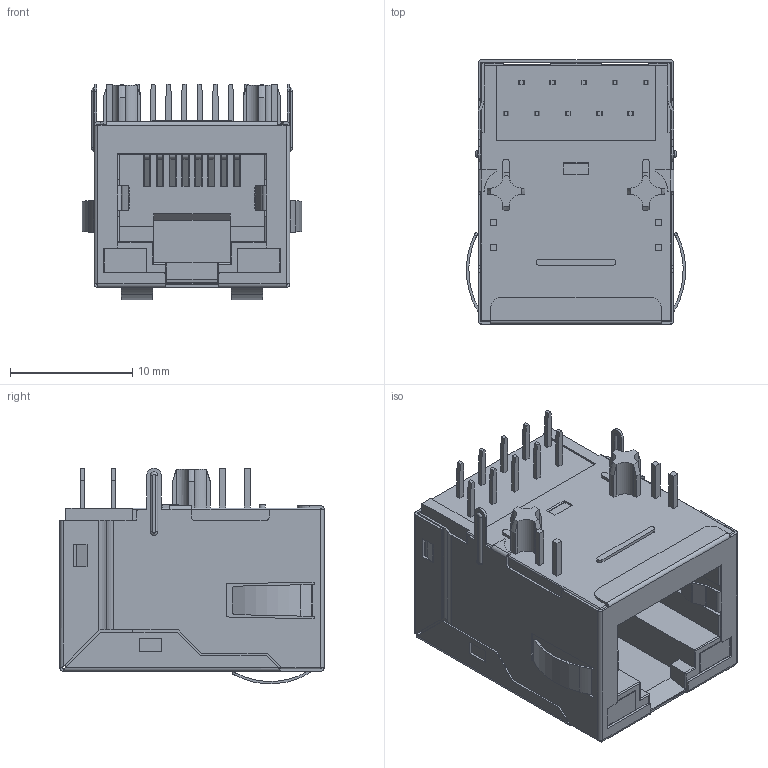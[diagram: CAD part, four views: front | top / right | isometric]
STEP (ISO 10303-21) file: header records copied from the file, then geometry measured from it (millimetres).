
FILE_DESCRIPTION(/* description */ ('Unknown'),/* implementation_level */ '2;1');
FILE_NAME(/* name */ '7499111447',/* time_stamp */ '2020-10-08T14:59:41+02:00',/* author */ ('Unknown'),/* organization */ ('Unknown'),/* preprocessor_version */ 'ST-DEVELOPER v16.7',/* originating_system */ 'DEX',/* authorisation */ $);
FILE_SCHEMA (('AUTOMOTIVE_DESIGN {1 0 10303 214 3 1 1}'));
Length unit declared in the file: millimetre
Products named in the file (3): 7499111447; shielding; insulator
Assembly tree (2 placements, depth 2):
  7499111447
    shielding
    insulator
Bounding box: 17.91 x 21.6 x 17.61 mm (x, y, z)
Volume: 3356.7 mm3; surface area: 5153.2 mm2
Topology: 2 solids, 2 shells, 799 faces, 2162 edges, 1392 vertices
Faces by surface type: plane 551, cylinder 204, bspline 24, torus 8, cone 8, sphere 4
Entity records: 27852 total; most frequent: CARTESIAN_POINT 5422, ORIENTED_EDGE 4316, DIRECTION 3910, EDGE_CURVE 2158, LINE 1550, VECTOR 1550, VERTEX_POINT 1392, AXIS2_PLACEMENT_3D 1180
